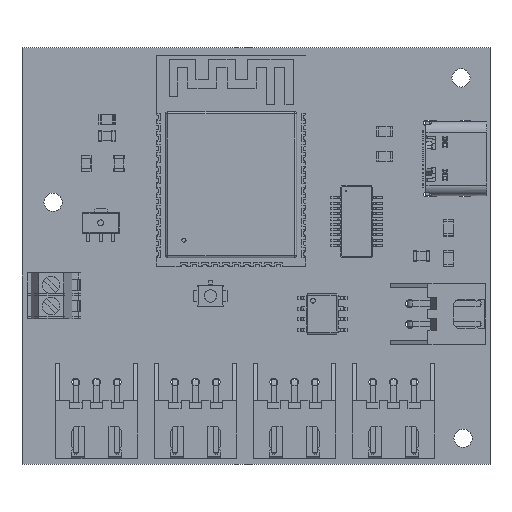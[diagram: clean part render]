
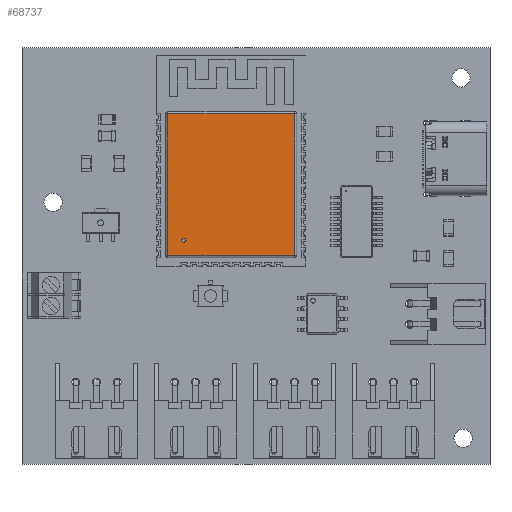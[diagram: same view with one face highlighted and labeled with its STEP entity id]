
A CAD part, top view. The second image highlights one B-rep face of the part: STEP entity #68737.
In plain terms, the highlighted planar face has unit normal (0, 0, 1).
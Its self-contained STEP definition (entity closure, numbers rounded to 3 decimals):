
#68383 = VERTEX_POINT('',#68384);
#68384 = CARTESIAN_POINT('',(-7.65,5.65,3.1));
#68407 = VERTEX_POINT('',#68408);
#68408 = CARTESIAN_POINT('',(-7.65,-11.45,3.1));
#68415 = EDGE_CURVE('',#68407,#68383,#68416,.T.);
#68416 = LINE('',#68417,#68418);
#68417 = CARTESIAN_POINT('',(-7.65,-11.7,3.1));
#68418 = VECTOR('',#68419,1.);
#68419 = DIRECTION('',(0.,1.,0.));
#68449 = VERTEX_POINT('',#68450);
#68450 = CARTESIAN_POINT('',(7.65,-11.45,3.1));
#68457 = EDGE_CURVE('',#68449,#68407,#68458,.T.);
#68458 = LINE('',#68459,#68460);
#68459 = CARTESIAN_POINT('',(7.9,-11.45,3.1));
#68460 = VECTOR('',#68461,1.);
#68461 = DIRECTION('',(-1.,0.,0.));
#68492 = VERTEX_POINT('',#68493);
#68493 = CARTESIAN_POINT('',(7.65,5.65,3.1));
#68500 = EDGE_CURVE('',#68492,#68449,#68501,.T.);
#68501 = LINE('',#68502,#68503);
#68502 = CARTESIAN_POINT('',(7.65,5.9,3.1));
#68503 = VECTOR('',#68504,1.);
#68504 = DIRECTION('',(0.,-1.,0.));
#68534 = EDGE_CURVE('',#68383,#68492,#68535,.T.);
#68535 = LINE('',#68536,#68537);
#68536 = CARTESIAN_POINT('',(-7.9,5.65,3.1));
#68537 = VECTOR('',#68538,1.);
#68538 = DIRECTION('',(1.,0.,0.));
#68737 = ADVANCED_FACE('',(#68738,#68744),#68755,.T.);
#68738 = FACE_BOUND('',#68739,.T.);
#68739 = EDGE_LOOP('',(#68740,#68741,#68742,#68743));
#68740 = ORIENTED_EDGE('',*,*,#68457,.F.);
#68741 = ORIENTED_EDGE('',*,*,#68500,.F.);
#68742 = ORIENTED_EDGE('',*,*,#68534,.F.);
#68743 = ORIENTED_EDGE('',*,*,#68415,.F.);
#68744 = FACE_BOUND('',#68745,.T.);
#68745 = EDGE_LOOP('',(#68746));
#68746 = ORIENTED_EDGE('',*,*,#68747,.F.);
#68747 = EDGE_CURVE('',#68748,#68748,#68750,.T.);
#68748 = VERTEX_POINT('',#68749);
#68749 = CARTESIAN_POINT('',(-5.45,-9.6,3.1));
#68750 = CIRCLE('',#68751,0.25);
#68751 = AXIS2_PLACEMENT_3D('',#68752,#68753,#68754);
#68752 = CARTESIAN_POINT('',(-5.7,-9.6,3.1));
#68753 = DIRECTION('',(0.,0.,1.));
#68754 = DIRECTION('',(1.,0.,-0.));
#68755 = PLANE('',#68756);
#68756 = AXIS2_PLACEMENT_3D('',#68757,#68758,#68759);
#68757 = CARTESIAN_POINT('',(0.,-2.9,3.1));
#68758 = DIRECTION('',(0.,0.,1.));
#68759 = DIRECTION('',(1.,0.,-0.));
